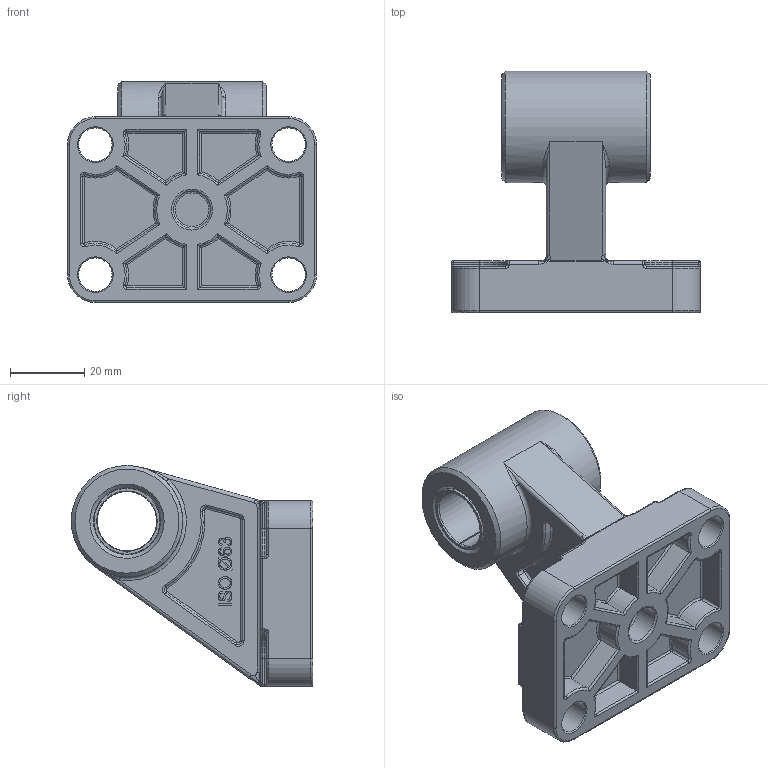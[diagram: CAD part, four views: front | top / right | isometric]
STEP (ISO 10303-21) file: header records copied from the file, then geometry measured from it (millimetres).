
FILE_DESCRIPTION((''),'2;1');
FILE_NAME('ASI063.stp','2013-11-15T09:57:30',('carlo.corazza'),(''),'Autodesk Inventor 2012','Autodesk Inventor 2012','');
FILE_SCHEMA(('AUTOMOTIVE_DESIGN { 1 0 10303 214 1 1 1 1 }'));
Length unit declared in the file: millimetre
Products named in the file (1): ASI063
Bounding box: 67 x 65 x 59.5 mm (x, y, z)
Volume: 67121 mm3; surface area: 22588.4 mm2
Topology: 1 solids, 1 shells, 466 faces, 1116 edges, 665 vertices
Faces by surface type: cylinder 149, bspline 111, plane 94, torus 80, cone 20, sphere 12
Full cylindrical faces by diameter (mm): 9 x4, 10 x1, 18 x1, 30 x1
Entity records: 16768 total; most frequent: CARTESIAN_POINT 6189, ORIENTED_EDGE 2150, DIRECTION 1959, EDGE_CURVE 1075, AXIS2_PLACEMENT_3D 766, VERTEX_POINT 652, EDGE_LOOP 517, STYLED_ITEM 467
